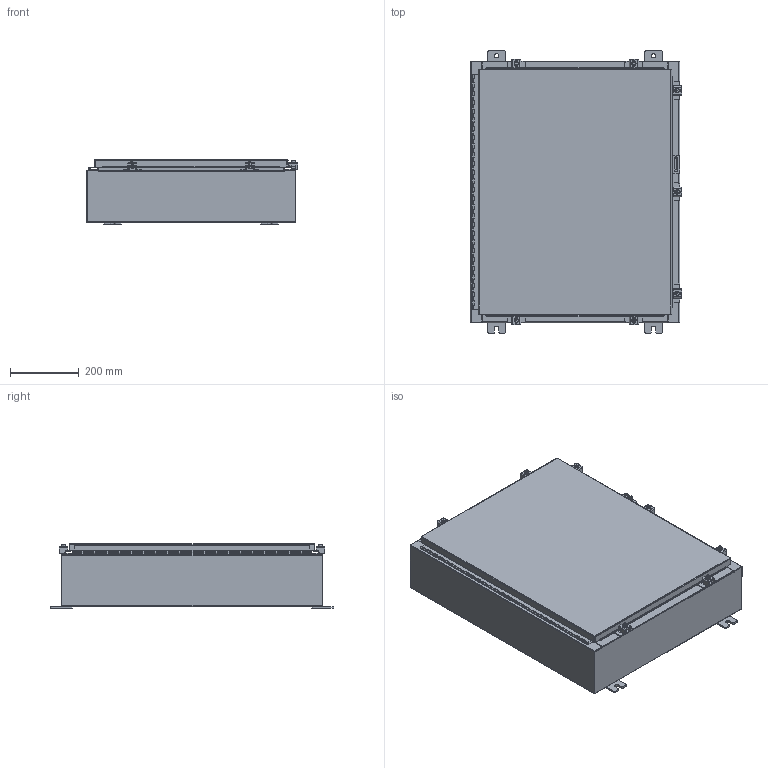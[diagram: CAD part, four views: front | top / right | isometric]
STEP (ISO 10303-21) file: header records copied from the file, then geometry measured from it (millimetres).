
FILE_DESCRIPTION (( 'STEP AP203' ), '1' );
FILE_NAME ('N30H2406SSWP.STEP', '2014-01-21T21:42:18', ( 'changeme' ), ( 'Microsoft' ), 'SwSTEP 2.0', 'SolidWorks 2013', '' );
FILE_SCHEMA (( 'CONFIG_CONTROL_DESIGN' ));
Length unit declared in the file: inch
Products named in the file (19): N30H2406SSWP Padlock Hasp; N30H2406SSWP Top; N30H2406SSWP; N30H2406SSWP Clamp Bracket; N30H2406SSWP Backpanel; N30H2406SSWP 22101002; N30H2406SSWP Mounting Studs; N30H2406SSWP 22104005_DEFAULT; N30H2406SSWP Hinge Enclosure Side2; N30H2406SSWP Clamp Top; N30H2406SSWP Hinge Cover Side; N30H2406SSWP Standard Clamps; N30H2406SSWP Clamp Assembly; N30H2406SSWP 125 Pin Hinge; N30H2406SSWP Cover; N30H2406SSWP Mounting Feet; N30H2406SSWP Body; N30H2406SSWP Padlock Staple; N30H2406SSWP Bottom
Assembly tree (31 placements, depth 4):
  N30H2406SSWP
    N30H2406SSWP Backpanel
    N30H2406SSWP Mounting Studs  x4
    N30H2406SSWP 125 Pin Hinge
      N30H2406SSWP Hinge Enclosure Side2
      N30H2406SSWP Hinge Cover Side
    N30H2406SSWP Mounting Feet  x4
    N30H2406SSWP Padlock Staple
    N30H2406SSWP Padlock Hasp
    N30H2406SSWP Standard Clamps  x7
      N30H2406SSWP Clamp Bracket
      N30H2406SSWP Clamp Assembly
        N30H2406SSWP 22101002  x2
        N30H2406SSWP 22104005_DEFAULT
        N30H2406SSWP Clamp Top
    N30H2406SSWP Cover
    N30H2406SSWP Body
    N30H2406SSWP Bottom
    N30H2406SSWP Top
Bounding box: 614.95 x 825.5 x 187.67 mm (x, y, z)
Volume: 4076527.5 mm3; surface area: 3992045.6 mm2
Topology: 52 solids, 52 shells, 1990 faces, 5022 edges, 3162 vertices
Faces by surface type: plane 1056, cylinder 830, cone 50, torus 46, bspline 8
Entity records: 37425 total; most frequent: CARTESIAN_POINT 6494, DIRECTION 6226, ORIENTED_EDGE 5856, EDGE_CURVE 2928, AXIS2_PLACEMENT_3D 2158, LINE 1910, VECTOR 1910, VERTEX_POINT 1804
